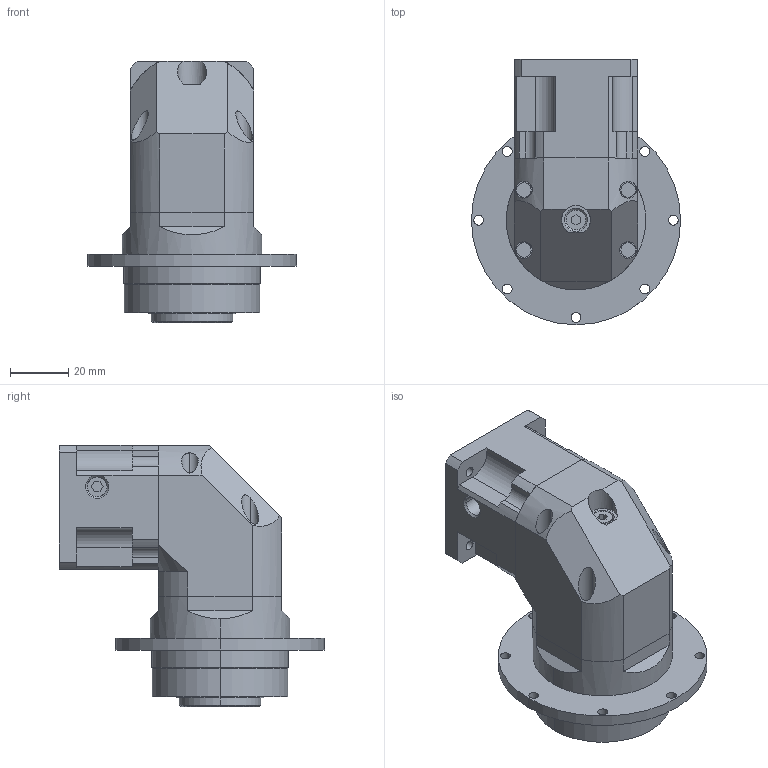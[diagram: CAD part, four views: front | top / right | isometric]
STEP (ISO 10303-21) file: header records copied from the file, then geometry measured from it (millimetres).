
FILE_DESCRIPTION (( 'STEP AP203' ), '1' );
FILE_NAME ('RVT47-L1-(A)-S2-P1-(5-25-22-3.4-F31).STEP', '2020-03-21T09:38:52', ( '微软用户' ), ( '微软中国' ), 'SwSTEP 2.0', 'SolidWorks 2014', '' );
FILE_SCHEMA (( 'CONFIG_CONTROL_DESIGN' ));
Length unit declared in the file: millimetre
Products named in the file (5): HVT47-怀堤傷; RVB42-蛌褒眊极; HVB42-输入法兰-8-25-22-3.4-F31; 粣杶8-5; RVT47-L1-(A)-S2-P1-(5-25-22-3.4-F31)
Assembly tree (4 placements, depth 2):
  RVT47-L1-(A)-S2-P1-(5-25-22-3.4-F31)
    HVT47-怀堤傷
    RVB42-蛌褒眊极
    HVB42-输入法兰-8-25-22-3.4-F31
    粣杶8-5
Bounding box: 72 x 91.3 x 90 mm (x, y, z)
Volume: 156610.3 mm3; surface area: 45591.3 mm2
Topology: 4 solids, 4 shells, 394 faces, 963 edges, 622 vertices
Faces by surface type: cylinder 184, plane 168, cone 42
Entity records: 12555 total; most frequent: CARTESIAN_POINT 2472, DIRECTION 2098, ORIENTED_EDGE 1910, EDGE_CURVE 955, AXIS2_PLACEMENT_3D 794, VERTEX_POINT 622, LINE 510, VECTOR 510
